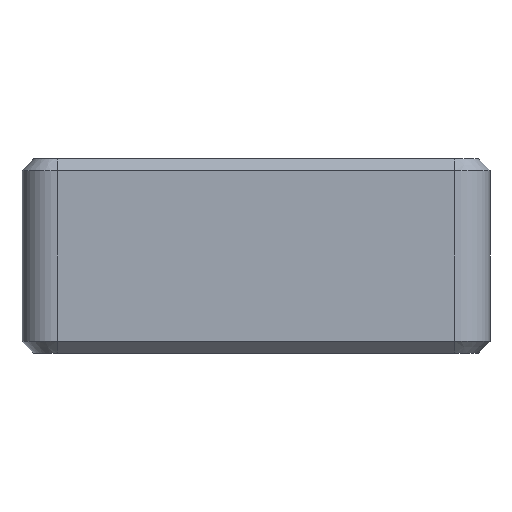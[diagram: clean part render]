
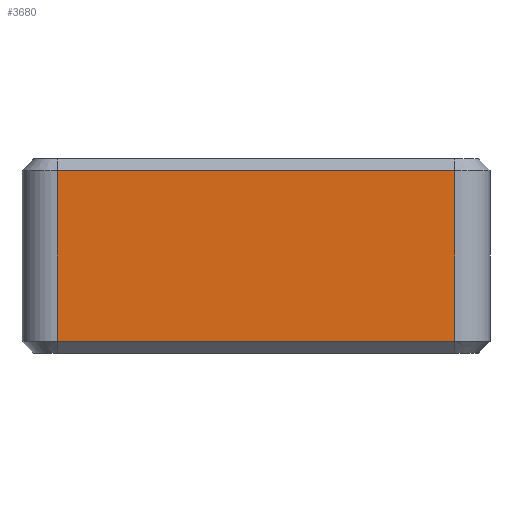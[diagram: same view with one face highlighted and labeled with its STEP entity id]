
A CAD part, left-side view. The second image highlights one B-rep face of the part: STEP entity #3680.
In plain terms, the highlighted planar face has unit normal (-1, 0, 0).
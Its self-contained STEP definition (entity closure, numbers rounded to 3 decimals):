
#278=PLANE('',#3937);
#472=FACE_OUTER_BOUND('',#694,.T.);
#694=EDGE_LOOP('',(#3275,#3276,#3277,#3278));
#1059=LINE('',#6113,#1465);
#1066=LINE('',#6132,#1472);
#1067=LINE('',#6136,#1473);
#1068=LINE('',#6137,#1474);
#1465=VECTOR('',#4683,10.);
#1472=VECTOR('',#4704,10.);
#1473=VECTOR('',#4709,10.);
#1474=VECTOR('',#4710,10.);
#1860=VERTEX_POINT('',#6107);
#1861=VERTEX_POINT('',#6111);
#1866=VERTEX_POINT('',#6131);
#1867=VERTEX_POINT('',#6135);
#2339=EDGE_CURVE('',#1860,#1861,#1059,.T.);
#2348=EDGE_CURVE('',#1861,#1866,#1066,.T.);
#2350=EDGE_CURVE('',#1860,#1867,#1067,.T.);
#2351=EDGE_CURVE('',#1866,#1867,#1068,.T.);
#3275=ORIENTED_EDGE('',*,*,#2339,.F.);
#3276=ORIENTED_EDGE('',*,*,#2350,.T.);
#3277=ORIENTED_EDGE('',*,*,#2351,.F.);
#3278=ORIENTED_EDGE('',*,*,#2348,.F.);
#3680=ADVANCED_FACE('',(#472),#278,.T.);
#3937=AXIS2_PLACEMENT_3D('',#6134,#4707,#4708);
#4683=DIRECTION('',(0.,-1.,0.));
#4704=DIRECTION('',(0.,0.,-1.));
#4707=DIRECTION('center_axis',(-1.,0.,0.));
#4708=DIRECTION('ref_axis',(0.,-1.,0.));
#4709=DIRECTION('',(0.,0.,-1.));
#4710=DIRECTION('',(0.,1.,0.));
#6107=CARTESIAN_POINT('',(-25.5,17.,13.6));
#6111=CARTESIAN_POINT('',(-25.5,-17.,13.6));
#6113=CARTESIAN_POINT('',(-25.5,8.5,13.6));
#6131=CARTESIAN_POINT('',(-25.5,-17.,-1.));
#6132=CARTESIAN_POINT('',(-25.5,-17.,-2.));
#6134=CARTESIAN_POINT('Origin',(-25.5,17.,0.));
#6135=CARTESIAN_POINT('',(-25.5,17.,-1.));
#6136=CARTESIAN_POINT('',(-25.5,17.,-2.));
#6137=CARTESIAN_POINT('',(-25.5,8.5,-1.));
